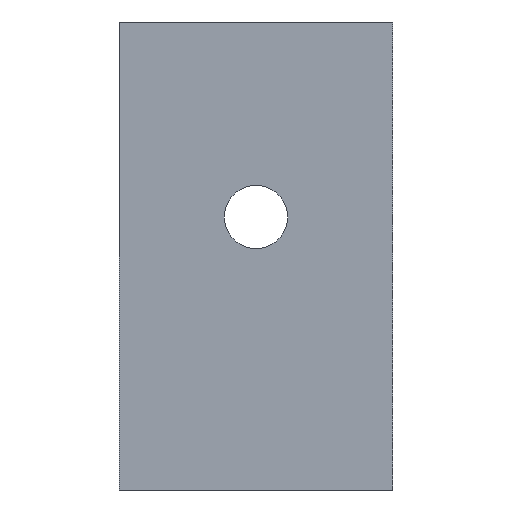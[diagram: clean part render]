
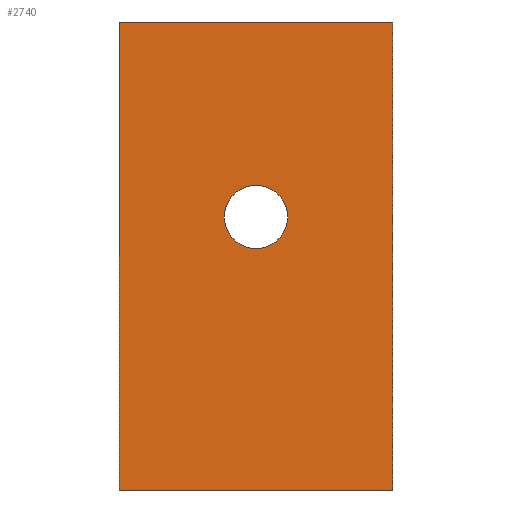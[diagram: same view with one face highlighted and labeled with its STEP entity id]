
A CAD part, front view. The second image highlights one B-rep face of the part: STEP entity #2740.
In plain terms, the highlighted face is planar.
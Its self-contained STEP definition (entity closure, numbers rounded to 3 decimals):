
#1120=CARTESIAN_POINT('',(-3.25,0.,
0.));
#1130=VERTEX_POINT('',#1120);
#1310=CARTESIAN_POINT('',(3.25,0.,
0.));
#1320=VERTEX_POINT('',#1310);
#1350=CARTESIAN_POINT('',(0.,0.,
0.));
#1360=DIRECTION('',(0.,-1.,0.));
#1370=DIRECTION('',(-1.,0.,0.));
#1380=AXIS2_PLACEMENT_3D('',#1350,#1360,#1370);
#1390=CIRCLE('',#1380,3.25);
#1400=EDGE_CURVE('',#1320,#1130,#1390,.T.);
#2110=CARTESIAN_POINT('',(-14.,0.,20.));
#2120=VERTEX_POINT('',#2110);
#2150=CARTESIAN_POINT('',(0.,0.,20.));
#2160=DIRECTION('',(1.,0.,0.));
#2170=VECTOR('',#2160,1.);
#2180=LINE('',#2150,#2170);
#2190=CARTESIAN_POINT('',(14.,0.,20.));
#2200=VERTEX_POINT('',#2190);
#2210=EDGE_CURVE('',#2120,#2200,#2180,.T.);
#2390=CARTESIAN_POINT('',(19.38,0.,-28.48));
#2400=DIRECTION('',(-0.,1.,0.));
#2410=DIRECTION('',(1.,0.,0.));
#2420=AXIS2_PLACEMENT_3D('',#2390,#2400,#2410);
#2430=PLANE('',#2420);
#2440=EDGE_CURVE('',#1130,#1320,#1390,.T.);
#2450=ORIENTED_EDGE('',*,*,#2440,.T.);
#2460=ORIENTED_EDGE('',*,*,#1400,.T.);
#2470=EDGE_LOOP('',(#2460,#2450));
#2480=FACE_BOUND('',#2470,.T.);
#2490=ORIENTED_EDGE('',*,*,#2210,.T.);
#2500=CARTESIAN_POINT('',(-14.,0.,0.));
#2510=DIRECTION('',(0.,0.,-1.));
#2520=VECTOR('',#2510,1.);
#2530=LINE('',#2500,#2520);
#2540=CARTESIAN_POINT('',(-14.,0.,-28.));
#2550=VERTEX_POINT('',#2540);
#2560=EDGE_CURVE('',#2120,#2550,#2530,.T.);
#2570=ORIENTED_EDGE('',*,*,#2560,.F.);
#2580=CARTESIAN_POINT('',(0.,0.,-28.));
#2590=DIRECTION('',(1.,0.,0.));
#2600=VECTOR('',#2590,1.);
#2610=LINE('',#2580,#2600);
#2620=CARTESIAN_POINT('',(14.,0.,-28.));
#2630=VERTEX_POINT('',#2620);
#2640=EDGE_CURVE('',#2550,#2630,#2610,.T.);
#2650=ORIENTED_EDGE('',*,*,#2640,.F.);
#2660=CARTESIAN_POINT('',(14.,0.,0.));
#2670=DIRECTION('',(0.,0.,-1.));
#2680=VECTOR('',#2670,1.);
#2690=LINE('',#2660,#2680);
#2700=EDGE_CURVE('',#2200,#2630,#2690,.T.);
#2710=ORIENTED_EDGE('',*,*,#2700,.T.);
#2720=EDGE_LOOP('',(#2710,#2650,#2570,#2490));
#2730=FACE_OUTER_BOUND('',#2720,.T.);
#2740=ADVANCED_FACE('',(#2480,#2730),#2430,.T.);
